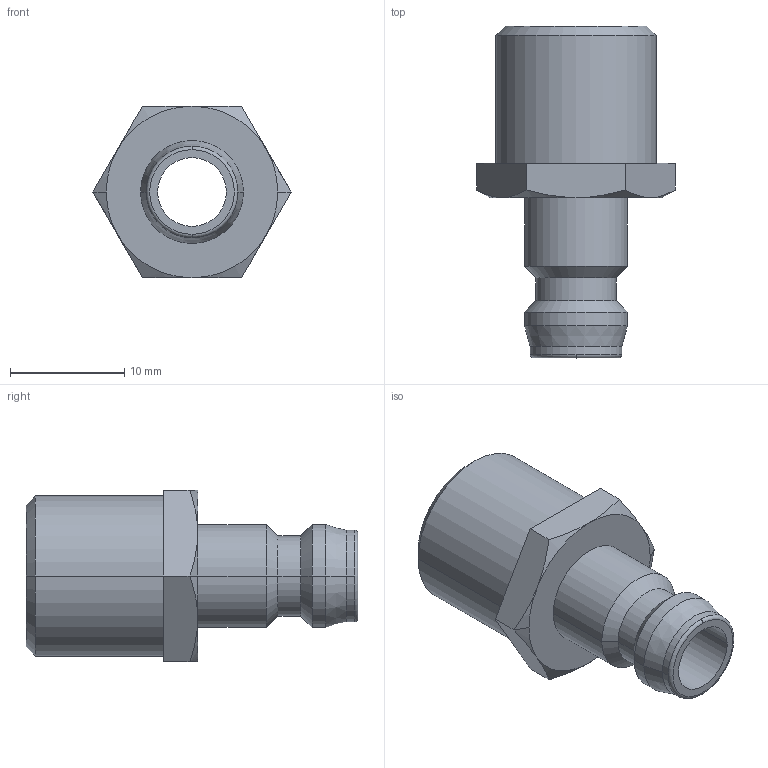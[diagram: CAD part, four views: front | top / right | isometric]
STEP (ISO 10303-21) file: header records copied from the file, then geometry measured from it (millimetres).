
FILE_DESCRIPTION(('STEP AP214'),'1');
FILE_NAME('eshm_1415_naab.stp','2020-04-22T06:06:36',('TraceParts'),('TraceParts S.A.'),'Spatial InterOp 3D',' ',' ');
FILE_SCHEMA(('automotive_design'));
Length unit declared in the file: millimetre
Products named in the file (1): 1
Bounding box: 17.32 x 29 x 15 mm (x, y, z)
Volume: 2243.9 mm3; surface area: 1894.9 mm2
Topology: 1 solids, 1 shells, 42 faces, 91 edges, 53 vertices
Faces by surface type: cone 18, cylinder 12, plane 10, torus 2
Entity records: 1502 total; most frequent: CARTESIAN_POINT 235, DIRECTION 208, ORIENTED_EDGE 182, EDGE_CURVE 91, AXIS2_PLACEMENT_3D 86, VERTEX_POINT 53, EDGE_LOOP 46, CIRCLE 43
